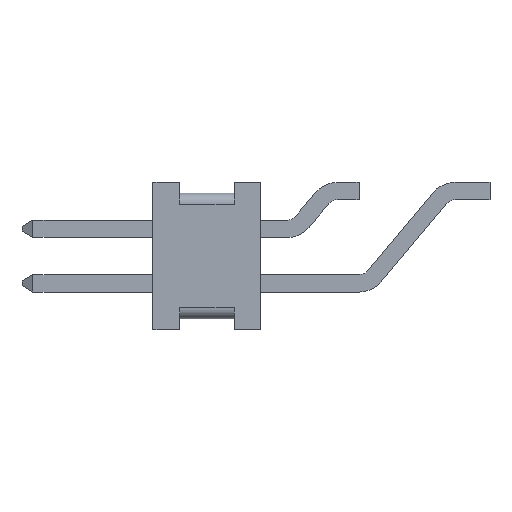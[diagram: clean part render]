
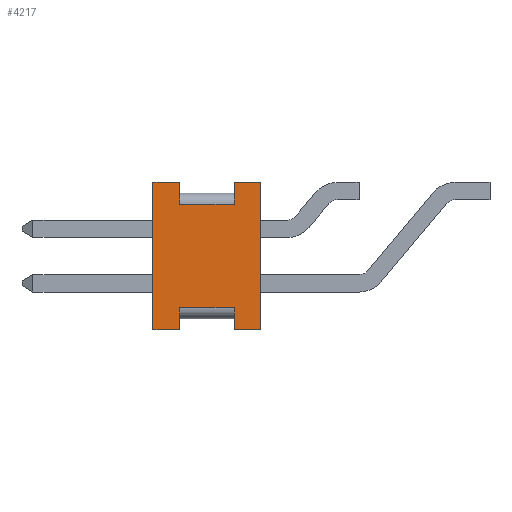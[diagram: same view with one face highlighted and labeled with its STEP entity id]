
A CAD part, left-side view. The second image highlights one B-rep face of the part: STEP entity #4217.
In plain terms, the highlighted planar face has unit normal (-1, 0, 0).
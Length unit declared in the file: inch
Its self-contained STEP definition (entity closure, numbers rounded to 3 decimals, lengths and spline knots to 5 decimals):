
#117 = EDGE_LOOP ( 'NONE', ( #2908, #4488, #2584, #2704, #2986, #5337, #2092, #5095, #4415, #3277, #1749, #6314 ) ) ;
#311 = VECTOR ( 'NONE', #6237, 39.37008 ) ;
#321 = DIRECTION ( 'NONE',  ( 0., 0., 1. ) ) ;
#375 = CARTESIAN_POINT ( 'NONE',  ( -0.075, 0.0245, 0.0675 ) ) ;
#437 = EDGE_CURVE ( 'NONE', #5939, #4103, #6059, .T. ) ;
#513 = DIRECTION ( 'NONE',  ( 0., -1., 0. ) ) ;
#656 = CARTESIAN_POINT ( 'NONE',  ( -0.075, 0.0245, 0.0475 ) ) ;
#666 = VERTEX_POINT ( 'NONE', #1319 ) ;
#891 = LINE ( 'NONE', #2469, #2420 ) ;
#940 = DIRECTION ( 'NONE',  ( 0., 0., -1. ) ) ;
#961 = VECTOR ( 'NONE', #940, 39.37008 ) ;
#1049 = PLANE ( 'NONE',  #3738 ) ;
#1050 = DIRECTION ( 'NONE',  ( 0., -1., 0. ) ) ;
#1073 = DIRECTION ( 'NONE',  ( 1., 0., 0. ) ) ;
#1159 = EDGE_CURVE ( 'NONE', #7240, #2518, #1752, .T. ) ;
#1319 = CARTESIAN_POINT ( 'NONE',  ( -0.075, 0.099, 0.0675 ) ) ;
#1356 = VERTEX_POINT ( 'NONE', #656 ) ;
#1559 = CARTESIAN_POINT ( 'NONE',  ( -0.075, 0.099, 0.0475 ) ) ;
#1606 = LINE ( 'NONE', #1559, #3915 ) ;
#1749 = ORIENTED_EDGE ( 'NONE', *, *, #6451, .F. ) ;
#1752 = LINE ( 'NONE', #4865, #2221 ) ;
#1768 = CARTESIAN_POINT ( 'NONE',  ( -0.075, 0.0245, -0.0475 ) ) ;
#1937 = CARTESIAN_POINT ( 'NONE',  ( -0.075, 0.0245, -0.0675 ) ) ;
#1956 = LINE ( 'NONE', #5784, #311 ) ;
#2022 = FACE_OUTER_BOUND ( 'NONE', #117, .T. ) ;
#2092 = ORIENTED_EDGE ( 'NONE', *, *, #1159, .T. ) ;
#2180 = DIRECTION ( 'NONE',  ( 0., 1., 0. ) ) ;
#2208 = CARTESIAN_POINT ( 'NONE',  ( -0.075, 0.099, 0.0675 ) ) ;
#2215 = VERTEX_POINT ( 'NONE', #5117 ) ;
#2221 = VECTOR ( 'NONE', #513, 39.37008 ) ;
#2224 = CARTESIAN_POINT ( 'NONE',  ( -0.075, 0.0745, 0.0675 ) ) ;
#2328 = CARTESIAN_POINT ( 'NONE',  ( -0.075, 0., 0.0675 ) ) ;
#2420 = VECTOR ( 'NONE', #6720, 39.37008 ) ;
#2469 = CARTESIAN_POINT ( 'NONE',  ( -0.075, 0.099, 0.0675 ) ) ;
#2518 = VERTEX_POINT ( 'NONE', #1768 ) ;
#2584 = ORIENTED_EDGE ( 'NONE', *, *, #4908, .F. ) ;
#2704 = ORIENTED_EDGE ( 'NONE', *, *, #7307, .F. ) ;
#2737 = EDGE_CURVE ( 'NONE', #1356, #5939, #1606, .T. ) ;
#2908 = ORIENTED_EDGE ( 'NONE', *, *, #2737, .T. ) ;
#2980 = CARTESIAN_POINT ( 'NONE',  ( -0.075, 0.0745, 0.0675 ) ) ;
#2986 = ORIENTED_EDGE ( 'NONE', *, *, #5752, .T. ) ;
#3020 = CARTESIAN_POINT ( 'NONE',  ( -0.075, 0., -0.0675 ) ) ;
#3277 = ORIENTED_EDGE ( 'NONE', *, *, #7166, .T. ) ;
#3369 = CARTESIAN_POINT ( 'NONE',  ( -0.075, 0.099, -0.0675 ) ) ;
#3738 = AXIS2_PLACEMENT_3D ( 'NONE', #4756, #1073, #6697 ) ;
#3741 = VERTEX_POINT ( 'NONE', #5647 ) ;
#3794 = DIRECTION ( 'NONE',  ( 0., -1., 0. ) ) ;
#3848 = CARTESIAN_POINT ( 'NONE',  ( -0.075, 0., 0.0675 ) ) ;
#3915 = VECTOR ( 'NONE', #2180, 39.37008 ) ;
#3964 = LINE ( 'NONE', #3369, #7112 ) ;
#4103 = VERTEX_POINT ( 'NONE', #2980 ) ;
#4108 = VECTOR ( 'NONE', #3794, 39.37008 ) ;
#4217 = ADVANCED_FACE ( 'NONE', ( #2022 ), #1049, .F. ) ;
#4276 = VECTOR ( 'NONE', #6216, 39.37008 ) ;
#4415 = ORIENTED_EDGE ( 'NONE', *, *, #6233, .T. ) ;
#4428 = LINE ( 'NONE', #375, #961 ) ;
#4488 = ORIENTED_EDGE ( 'NONE', *, *, #437, .T. ) ;
#4565 = EDGE_CURVE ( 'NONE', #7450, #1356, #4428, .T. ) ;
#4604 = LINE ( 'NONE', #6197, #4108 ) ;
#4655 = VECTOR ( 'NONE', #6014, 39.37008 ) ;
#4756 = CARTESIAN_POINT ( 'NONE',  ( -0.075, 0.099, 0.0675 ) ) ;
#4865 = CARTESIAN_POINT ( 'NONE',  ( -0.075, 0.099, -0.0475 ) ) ;
#4878 = VERTEX_POINT ( 'NONE', #1937 ) ;
#4908 = EDGE_CURVE ( 'NONE', #666, #4103, #4604, .T. ) ;
#5007 = CARTESIAN_POINT ( 'NONE',  ( -0.075, 0.0745, -0.0475 ) ) ;
#5085 = CARTESIAN_POINT ( 'NONE',  ( -0.075, 0.0245, 0.0675 ) ) ;
#5095 = ORIENTED_EDGE ( 'NONE', *, *, #6175, .T. ) ;
#5117 = CARTESIAN_POINT ( 'NONE',  ( -0.075, 0.099, -0.0675 ) ) ;
#5208 = VERTEX_POINT ( 'NONE', #3020 ) ;
#5304 = LINE ( 'NONE', #5603, #4276 ) ;
#5337 = ORIENTED_EDGE ( 'NONE', *, *, #6836, .T. ) ;
#5422 = VECTOR ( 'NONE', #1050, 39.37008 ) ;
#5603 = CARTESIAN_POINT ( 'NONE',  ( -0.075, 0.0245, -0.0675 ) ) ;
#5647 = CARTESIAN_POINT ( 'NONE',  ( -0.075, 0.0745, -0.0675 ) ) ;
#5752 = EDGE_CURVE ( 'NONE', #2215, #3741, #6662, .T. ) ;
#5784 = CARTESIAN_POINT ( 'NONE',  ( -0.075, 0.0745, -0.0675 ) ) ;
#5939 = VERTEX_POINT ( 'NONE', #7638 ) ;
#6014 = DIRECTION ( 'NONE',  ( 0., 0., 1. ) ) ;
#6059 = LINE ( 'NONE', #2224, #7885 ) ;
#6063 = VECTOR ( 'NONE', #6475, 39.37008 ) ;
#6175 = EDGE_CURVE ( 'NONE', #2518, #4878, #5304, .T. ) ;
#6197 = CARTESIAN_POINT ( 'NONE',  ( -0.075, 0.099, 0.0675 ) ) ;
#6216 = DIRECTION ( 'NONE',  ( 0., 0., -1. ) ) ;
#6233 = EDGE_CURVE ( 'NONE', #4878, #5208, #3964, .T. ) ;
#6237 = DIRECTION ( 'NONE',  ( 0., 0., 1. ) ) ;
#6257 = LINE ( 'NONE', #2328, #4655 ) ;
#6314 = ORIENTED_EDGE ( 'NONE', *, *, #4565, .T. ) ;
#6451 = EDGE_CURVE ( 'NONE', #7450, #6908, #7298, .T. ) ;
#6475 = DIRECTION ( 'NONE',  ( 0., -1., 0. ) ) ;
#6531 = CARTESIAN_POINT ( 'NONE',  ( -0.075, 0.099, -0.0675 ) ) ;
#6662 = LINE ( 'NONE', #6531, #5422 ) ;
#6697 = DIRECTION ( 'NONE',  ( 0., 0., -1. ) ) ;
#6720 = DIRECTION ( 'NONE',  ( 0., 0., 1. ) ) ;
#6836 = EDGE_CURVE ( 'NONE', #3741, #7240, #1956, .T. ) ;
#6908 = VERTEX_POINT ( 'NONE', #3848 ) ;
#6943 = DIRECTION ( 'NONE',  ( 0., -1., 0. ) ) ;
#7112 = VECTOR ( 'NONE', #6943, 39.37008 ) ;
#7166 = EDGE_CURVE ( 'NONE', #5208, #6908, #6257, .T. ) ;
#7240 = VERTEX_POINT ( 'NONE', #5007 ) ;
#7298 = LINE ( 'NONE', #2208, #6063 ) ;
#7307 = EDGE_CURVE ( 'NONE', #2215, #666, #891, .T. ) ;
#7450 = VERTEX_POINT ( 'NONE', #5085 ) ;
#7638 = CARTESIAN_POINT ( 'NONE',  ( -0.075, 0.0745, 0.0475 ) ) ;
#7885 = VECTOR ( 'NONE', #321, 39.37008 ) ;
